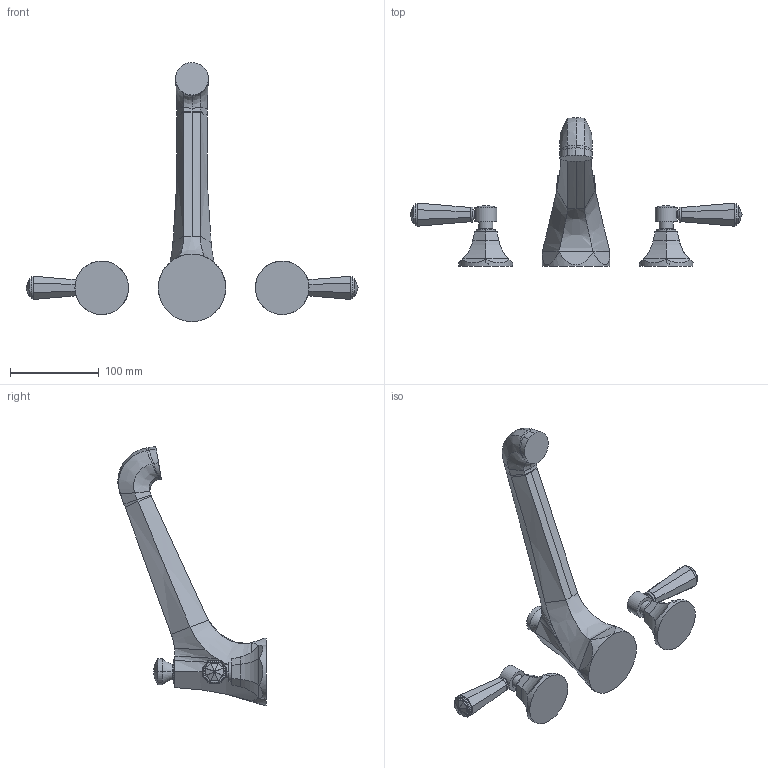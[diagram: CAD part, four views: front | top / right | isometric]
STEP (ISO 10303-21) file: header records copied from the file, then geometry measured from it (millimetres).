
FILE_DESCRIPTION((''),'2;1');
FILE_NAME('3-1236','2021-03-09T15:39:48',('jinson.thomas'),(''),'CREO PARAMETRIC BY PTC INC, 2018400','CREO PARAMETRIC BY PTC INC, 2018400','');
FILE_SCHEMA(('CONFIG_CONTROL_DESIGN'));
Length unit declared in the file: inch
Products named in the file (1): 3-1236
Bounding box: 373.79 x 166.94 x 291.69 mm (x, y, z)
Volume: 728796.9 mm3; surface area: 91579.9 mm2
Topology: 4 solids, 4 shells, 361 faces, 781 edges, 441 vertices
Faces by surface type: plane 145, cylinder 105, bspline 61, sphere 32, torus 16, cone 2
Entity records: 12523 total; most frequent: CARTESIAN_POINT 5120, ORIENTED_EDGE 1550, DIRECTION 1417, EDGE_CURVE 775, AXIS2_PLACEMENT_3D 506, VERTEX_POINT 441, VECTOR 405, LINE 405
